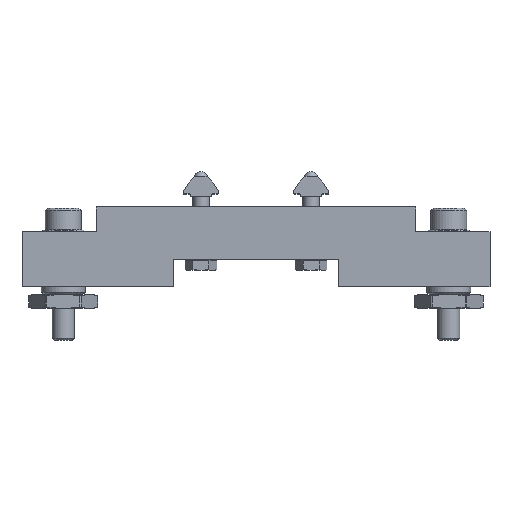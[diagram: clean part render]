
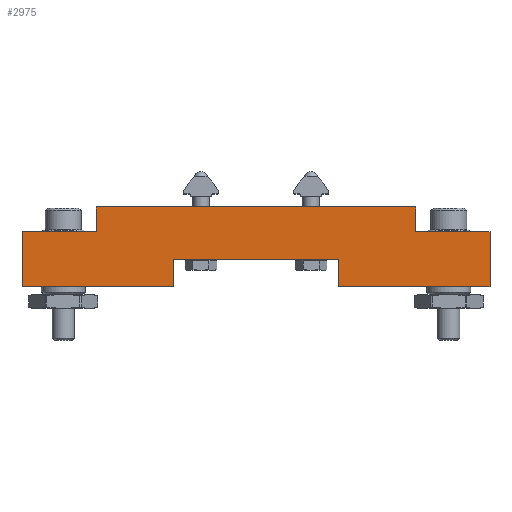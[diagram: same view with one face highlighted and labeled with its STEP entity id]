
A CAD part, top view. The second image highlights one B-rep face of the part: STEP entity #2975.
In plain terms, the highlighted face is planar.
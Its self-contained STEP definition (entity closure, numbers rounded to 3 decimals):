
#530=ORIENTED_EDGE('',*,*,#1244,.F.);
#531=ORIENTED_EDGE('',*,*,#1295,.F.);
#532=ORIENTED_EDGE('',*,*,#1292,.F.);
#533=ORIENTED_EDGE('',*,*,#1328,.F.);
#534=ORIENTED_EDGE('',*,*,#1273,.F.);
#535=ORIENTED_EDGE('',*,*,#1267,.F.);
#536=ORIENTED_EDGE('',*,*,#1264,.F.);
#537=ORIENTED_EDGE('',*,*,#1322,.F.);
#538=ORIENTED_EDGE('',*,*,#1315,.F.);
#539=ORIENTED_EDGE('',*,*,#1312,.F.);
#540=ORIENTED_EDGE('',*,*,#1305,.F.);
#541=ORIENTED_EDGE('',*,*,#1302,.F.);
#1244=EDGE_CURVE('',#1654,#1655,#1935,.T.);
#1264=EDGE_CURVE('',#1674,#1675,#1955,.T.);
#1267=EDGE_CURVE('',#1675,#1677,#1958,.T.);
#1273=EDGE_CURVE('',#1677,#1681,#1964,.T.);
#1292=EDGE_CURVE('',#1698,#1699,#1983,.T.);
#1295=EDGE_CURVE('',#1699,#1654,#1986,.T.);
#1302=EDGE_CURVE('',#1655,#1704,#1991,.T.);
#1305=EDGE_CURVE('',#1704,#1706,#1994,.T.);
#1312=EDGE_CURVE('',#1706,#1712,#1997,.T.);
#1315=EDGE_CURVE('',#1712,#1714,#2000,.T.);
#1322=EDGE_CURVE('',#1714,#1674,#2005,.T.);
#1328=EDGE_CURVE('',#1681,#1698,#2007,.T.);
#1654=VERTEX_POINT('',#4492);
#1655=VERTEX_POINT('',#4494);
#1674=VERTEX_POINT('',#4533);
#1675=VERTEX_POINT('',#4535);
#1677=VERTEX_POINT('',#4541);
#1681=VERTEX_POINT('',#4553);
#1698=VERTEX_POINT('',#4589);
#1699=VERTEX_POINT('',#4591);
#1704=VERTEX_POINT('',#4609);
#1706=VERTEX_POINT('',#4615);
#1712=VERTEX_POINT('',#4629);
#1714=VERTEX_POINT('',#4635);
#1935=LINE('',#4493,#2161);
#1955=LINE('',#4534,#2181);
#1958=LINE('',#4540,#2184);
#1964=LINE('',#4552,#2190);
#1983=LINE('',#4590,#2209);
#1986=LINE('',#4595,#2212);
#1991=LINE('',#4608,#2217);
#1994=LINE('',#4614,#2220);
#1997=LINE('',#4628,#2223);
#2000=LINE('',#4634,#2226);
#2005=LINE('',#4648,#2231);
#2007=LINE('',#4659,#2233);
#2161=VECTOR('',#3604,1000.);
#2181=VECTOR('',#3626,1000.);
#2184=VECTOR('',#3631,1000.);
#2190=VECTOR('',#3641,1000.);
#2209=VECTOR('',#3662,1000.);
#2212=VECTOR('',#3667,1000.);
#2217=VECTOR('',#3680,1000.);
#2220=VECTOR('',#3685,1000.);
#2223=VECTOR('',#3698,1000.);
#2226=VECTOR('',#3703,1000.);
#2231=VECTOR('',#3714,1000.);
#2233=VECTOR('',#3726,1000.);
#2402=EDGE_LOOP('',(#530,#531,#532,#533,#534,#535,#536,#537,#538,#539,#540,
#541));
#2644=FACE_BOUND('',#2402,.T.);
#2873=PLANE('',#3263);
#2975=ADVANCED_FACE('',(#2644),#2873,.F.);
#3263=AXIS2_PLACEMENT_3D('',#4662,#3730,#3731);
#3604=DIRECTION('',(0.,-1.,0.));
#3626=DIRECTION('',(0.,1.,0.));
#3631=DIRECTION('',(-1.,0.,0.));
#3641=DIRECTION('',(0.,-1.,0.));
#3662=DIRECTION('',(0.,1.,0.));
#3667=DIRECTION('',(-1.,0.,0.));
#3680=DIRECTION('',(1.,0.,0.));
#3685=DIRECTION('',(0.,-1.,0.));
#3698=DIRECTION('',(1.,0.,0.));
#3703=DIRECTION('',(0.,1.,0.));
#3714=DIRECTION('',(1.,0.,0.));
#3726=DIRECTION('',(-1.,0.,0.));
#3730=DIRECTION('',(0.,0.,1.));
#3731=DIRECTION('',(1.,0.,0.));
#4492=CARTESIAN_POINT('',(-85.,29.,-16.5));
#4493=CARTESIAN_POINT('',(-85.,29.,-16.5));
#4494=CARTESIAN_POINT('',(-85.,9.,-16.5));
#4533=CARTESIAN_POINT('',(85.,9.,-16.5));
#4534=CARTESIAN_POINT('',(85.,9.,-16.5));
#4535=CARTESIAN_POINT('',(85.,29.,-16.5));
#4540=CARTESIAN_POINT('',(85.,29.,-16.5));
#4541=CARTESIAN_POINT('',(30.,29.,-16.5));
#4552=CARTESIAN_POINT('',(30.,29.,-16.5));
#4553=CARTESIAN_POINT('',(30.,19.,-16.5));
#4589=CARTESIAN_POINT('',(-30.,19.,-16.5));
#4590=CARTESIAN_POINT('',(-30.,19.,-16.5));
#4591=CARTESIAN_POINT('',(-30.,29.,-16.5));
#4595=CARTESIAN_POINT('',(-30.,29.,-16.5));
#4608=CARTESIAN_POINT('',(-85.,9.,-16.5));
#4609=CARTESIAN_POINT('',(-58.,9.,-16.5));
#4614=CARTESIAN_POINT('',(-58.,9.,-16.5));
#4615=CARTESIAN_POINT('',(-58.,0.,-16.5));
#4628=CARTESIAN_POINT('',(-58.,0.,-16.5));
#4629=CARTESIAN_POINT('',(58.,0.,-16.5));
#4634=CARTESIAN_POINT('',(58.,0.,-16.5));
#4635=CARTESIAN_POINT('',(58.,9.,-16.5));
#4648=CARTESIAN_POINT('',(58.,9.,-16.5));
#4659=CARTESIAN_POINT('',(30.,19.,-16.5));
#4662=CARTESIAN_POINT('',(0.,0.,-16.5));
